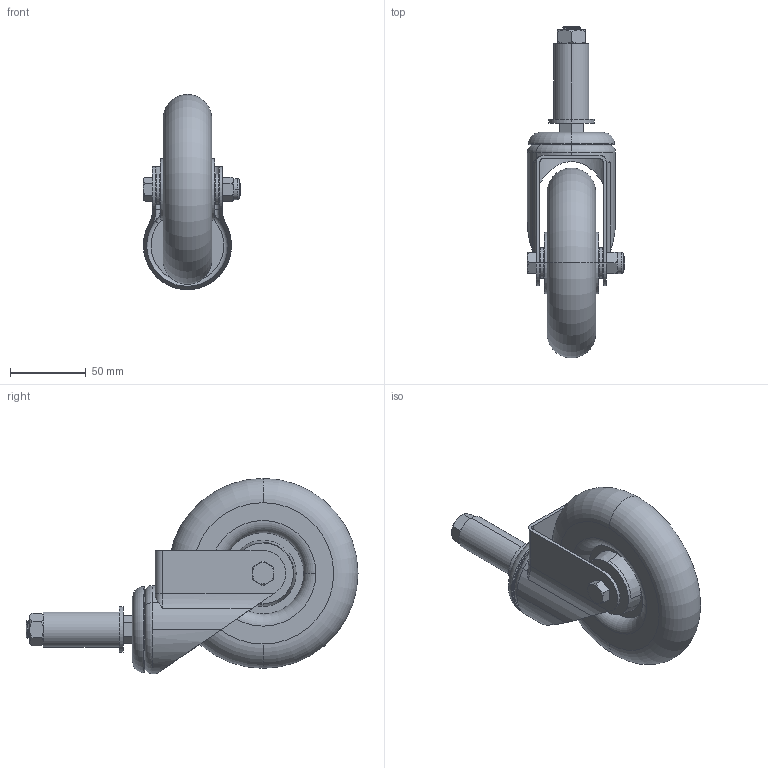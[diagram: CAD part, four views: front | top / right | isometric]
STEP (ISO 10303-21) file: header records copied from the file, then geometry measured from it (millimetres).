
FILE_DESCRIPTION (( 'STEP AP214' ), '1' );
FILE_NAME ('B363 Êîëåñî Ô125 ìì áåç òîðìîçà.STEP', '2025-06-19T10:40:15', ( '' ), ( '' ), 'SwSTEP 2.0', 'SolidWorks 2025', '' );
FILE_SCHEMA (( 'AUTOMOTIVE_DESIGN' ));
Length unit declared in the file: millimetre
Products named in the file (1): B363 Колесо Ф125 мм без тормоза
Bounding box: 64 x 218.5 x 128.5 mm (x, y, z)
Volume: 411298 mm3; surface area: 80757.7 mm2
Topology: 1 solids, 1 shells, 293 faces, 732 edges, 462 vertices
Faces by surface type: cylinder 132, plane 65, cone 38, torus 30, bspline 28
Entity records: 17899 total; most frequent: CARTESIAN_POINT 11458, ORIENTED_EDGE 1464, DIRECTION 1133, EDGE_CURVE 732, AXIS2_PLACEMENT_3D 464, VERTEX_POINT 462, B_SPLINE_CURVE_WITH_KNOTS 329, EDGE_LOOP 318
